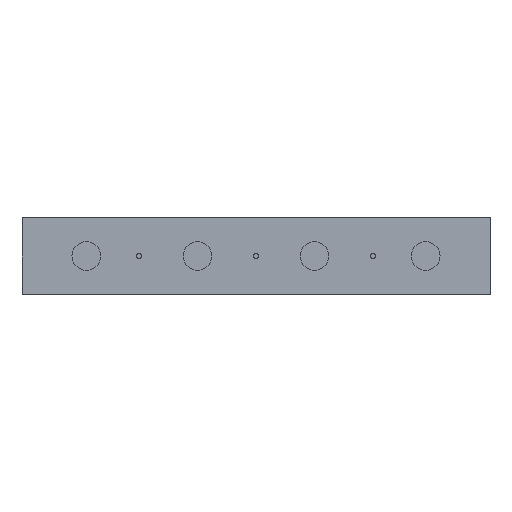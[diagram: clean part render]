
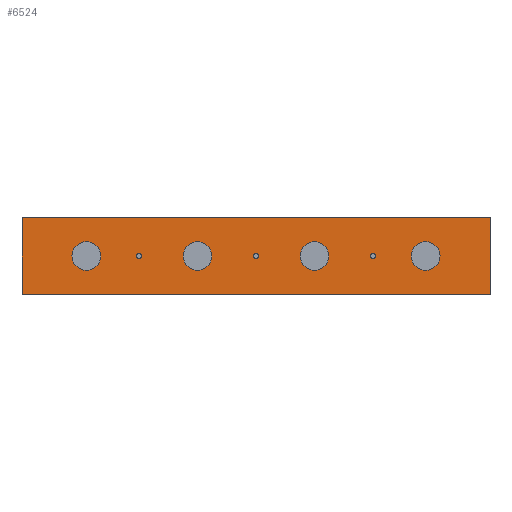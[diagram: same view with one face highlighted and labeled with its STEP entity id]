
A CAD part, top view. The second image highlights one B-rep face of the part: STEP entity #6524.
In plain terms, the highlighted planar face has unit normal (0, 0, 1).
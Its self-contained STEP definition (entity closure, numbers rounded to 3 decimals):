
#1051=FACE_BOUND('',#1459,.T.);
#1052=FACE_BOUND('',#1460,.T.);
#1053=FACE_BOUND('',#1461,.T.);
#1054=FACE_BOUND('',#1462,.T.);
#1055=FACE_BOUND('',#1463,.T.);
#1056=FACE_BOUND('',#1464,.T.);
#1057=FACE_BOUND('',#1465,.T.);
#1067=CIRCLE('',#6904,7.4);
#1068=CIRCLE('',#6905,7.4);
#1069=CIRCLE('',#6906,7.4);
#1070=CIRCLE('',#6907,7.4);
#1071=CIRCLE('',#6908,1.265);
#1072=CIRCLE('',#6909,1.265);
#1073=CIRCLE('',#6910,1.265);
#1081=FACE_OUTER_BOUND('',#1458,.T.);
#1458=EDGE_LOOP('',(#4361,#4362,#4363,#4364));
#1459=EDGE_LOOP('',(#4365));
#1460=EDGE_LOOP('',(#4366));
#1461=EDGE_LOOP('',(#4367));
#1462=EDGE_LOOP('',(#4368));
#1463=EDGE_LOOP('',(#4369));
#1464=EDGE_LOOP('',(#4370));
#1465=EDGE_LOOP('',(#4371));
#1851=LINE('',#7421,#2219);
#1852=LINE('',#7423,#2220);
#1853=LINE('',#7425,#2221);
#1854=LINE('',#7426,#2222);
#2219=VECTOR('',#6955,10.);
#2220=VECTOR('',#6956,10.);
#2221=VECTOR('',#6957,10.);
#2222=VECTOR('',#6958,10.);
#2587=VERTEX_POINT('',#7419);
#2588=VERTEX_POINT('',#7420);
#2589=VERTEX_POINT('',#7422);
#2590=VERTEX_POINT('',#7424);
#2591=VERTEX_POINT('',#7427);
#2592=VERTEX_POINT('',#7429);
#2593=VERTEX_POINT('',#7431);
#2594=VERTEX_POINT('',#7433);
#2595=VERTEX_POINT('',#7435);
#2596=VERTEX_POINT('',#7437);
#2597=VERTEX_POINT('',#7439);
#3293=EDGE_CURVE('',#2587,#2588,#1851,.T.);
#3294=EDGE_CURVE('',#2588,#2589,#1852,.T.);
#3295=EDGE_CURVE('',#2589,#2590,#1853,.T.);
#3296=EDGE_CURVE('',#2590,#2587,#1854,.T.);
#3297=EDGE_CURVE('',#2591,#2591,#1067,.T.);
#3298=EDGE_CURVE('',#2592,#2592,#1068,.T.);
#3299=EDGE_CURVE('',#2593,#2593,#1069,.T.);
#3300=EDGE_CURVE('',#2594,#2594,#1070,.T.);
#3301=EDGE_CURVE('',#2595,#2595,#1071,.T.);
#3302=EDGE_CURVE('',#2596,#2596,#1072,.T.);
#3303=EDGE_CURVE('',#2597,#2597,#1073,.T.);
#4361=ORIENTED_EDGE('',*,*,#3293,.T.);
#4362=ORIENTED_EDGE('',*,*,#3294,.T.);
#4363=ORIENTED_EDGE('',*,*,#3295,.T.);
#4364=ORIENTED_EDGE('',*,*,#3296,.T.);
#4365=ORIENTED_EDGE('',*,*,#3297,.F.);
#4366=ORIENTED_EDGE('',*,*,#3298,.F.);
#4367=ORIENTED_EDGE('',*,*,#3299,.F.);
#4368=ORIENTED_EDGE('',*,*,#3300,.F.);
#4369=ORIENTED_EDGE('',*,*,#3301,.T.);
#4370=ORIENTED_EDGE('',*,*,#3302,.T.);
#4371=ORIENTED_EDGE('',*,*,#3303,.T.);
#6497=PLANE('',#6903);
#6524=ADVANCED_FACE('',(#1081,#1051,#1052,#1053,#1054,#1055,#1056,#1057),
#6497,.T.);
#6903=AXIS2_PLACEMENT_3D('',#7418,#6953,#6954);
#6904=AXIS2_PLACEMENT_3D('',#7428,#6959,#6960);
#6905=AXIS2_PLACEMENT_3D('',#7430,#6961,#6962);
#6906=AXIS2_PLACEMENT_3D('',#7432,#6963,#6964);
#6907=AXIS2_PLACEMENT_3D('',#7434,#6965,#6966);
#6908=AXIS2_PLACEMENT_3D('',#7436,#6967,#6968);
#6909=AXIS2_PLACEMENT_3D('',#7438,#6969,#6970);
#6910=AXIS2_PLACEMENT_3D('',#7440,#6971,#6972);
#6953=DIRECTION('center_axis',(0.,0.,1.));
#6954=DIRECTION('ref_axis',(0.,-1.,0.));
#6955=DIRECTION('',(1.,0.,0.));
#6956=DIRECTION('',(0.,1.,0.));
#6957=DIRECTION('',(-1.,0.,0.));
#6958=DIRECTION('',(0.,-1.,0.));
#6959=DIRECTION('center_axis',(0.,0.,1.));
#6960=DIRECTION('ref_axis',(-1.,0.,0.));
#6961=DIRECTION('center_axis',(0.,0.,1.));
#6962=DIRECTION('ref_axis',(-1.,0.,0.));
#6963=DIRECTION('center_axis',(0.,0.,1.));
#6964=DIRECTION('ref_axis',(-1.,0.,0.));
#6965=DIRECTION('center_axis',(0.,0.,1.));
#6966=DIRECTION('ref_axis',(-1.,0.,0.));
#6967=DIRECTION('center_axis',(0.,0.,-1.));
#6968=DIRECTION('ref_axis',(1.,0.,0.));
#6969=DIRECTION('center_axis',(0.,0.,-1.));
#6970=DIRECTION('ref_axis',(1.,0.,0.));
#6971=DIRECTION('center_axis',(0.,0.,-1.));
#6972=DIRECTION('ref_axis',(1.,0.,0.));
#7418=CARTESIAN_POINT('Origin',(-6.475,-18.397,-12.676));
#7419=CARTESIAN_POINT('',(-6.475,-57.903,-12.676));
#7420=CARTESIAN_POINT('',(235.075,-57.903,-12.676));
#7421=CARTESIAN_POINT('',(-6.475,-57.903,-12.676));
#7422=CARTESIAN_POINT('',(235.075,-18.297,-12.676));
#7423=CARTESIAN_POINT('',(235.075,-28.248,-12.676));
#7424=CARTESIAN_POINT('',(-6.475,-18.297,-12.676));
#7425=CARTESIAN_POINT('',(-6.475,-18.297,-12.676));
#7426=CARTESIAN_POINT('',(-6.475,-18.397,-12.676));
#7427=CARTESIAN_POINT('',(151.894,-38.1,-12.676));
#7428=CARTESIAN_POINT('Origin',(144.494,-38.1,-12.676));
#7429=CARTESIAN_POINT('',(34.119,-38.1,-12.676));
#7430=CARTESIAN_POINT('Origin',(26.719,-38.1,-12.676));
#7431=CARTESIAN_POINT('',(91.506,-38.1,-12.676));
#7432=CARTESIAN_POINT('Origin',(84.106,-38.1,-12.676));
#7433=CARTESIAN_POINT('',(209.281,-38.1,-12.676));
#7434=CARTESIAN_POINT('Origin',(201.881,-38.1,-12.676));
#7435=CARTESIAN_POINT('',(113.036,-38.1,-12.676));
#7436=CARTESIAN_POINT('Origin',(114.3,-38.1,-12.676));
#7437=CARTESIAN_POINT('',(52.648,-38.1,-12.676));
#7438=CARTESIAN_POINT('Origin',(53.913,-38.1,-12.676));
#7439=CARTESIAN_POINT('',(173.423,-38.1,-12.676));
#7440=CARTESIAN_POINT('Origin',(174.688,-38.1,-12.676));
